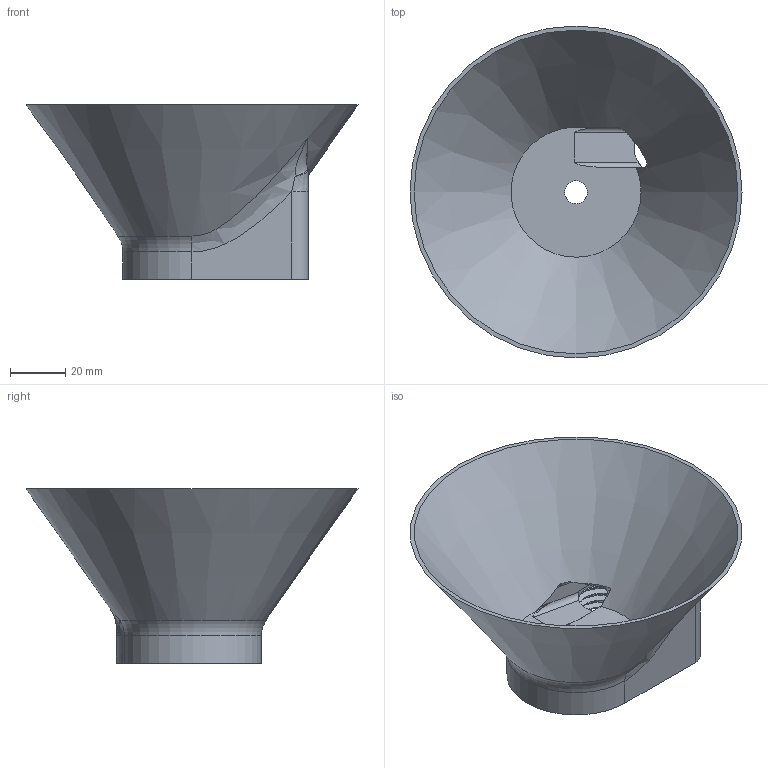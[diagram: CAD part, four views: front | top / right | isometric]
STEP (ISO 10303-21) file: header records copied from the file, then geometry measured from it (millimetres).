
FILE_DESCRIPTION(/* description */ (''),/* implementation_level */ '2;1');
FILE_NAME(/* name */ 'M&MDispenserFunnel.step',/* time_stamp */ '2022-01-01T12:25:26-06:00',/* author */ (''),/* organization */ (''),/* preprocessor_version */ 'ST-DEVELOPER v18.1',/* originating_system */ 'Autodesk Translation Framework v10.10.0.1391',/* authorisation */ '');
FILE_SCHEMA (('AUTOMOTIVE_DESIGN { 1 0 10303 214 3 1 1 }'));
Length unit declared in the file: millimetre
Products named in the file (1): M&MDespenserPartialSmall
Bounding box: 120 x 120 x 63 mm (x, y, z)
Volume: 78613.2 mm3; surface area: 42212.6 mm2
Topology: 1 solids, 1 shells, 83 faces, 241 edges, 157 vertices
Faces by surface type: cylinder 36, plane 23, bspline 21, cone 2, torus 1
Full cylindrical faces by diameter (mm): 8.3 x1, 19.002 x2, 22.339 x3
Entity records: 4903 total; most frequent: CARTESIAN_POINT 2917, ORIENTED_EDGE 476, DIRECTION 315, EDGE_CURVE 238, VERTEX_POINT 157, AXIS2_PLACEMENT_3D 123, B_SPLINE_CURVE_WITH_KNOTS 103, EDGE_LOOP 87
